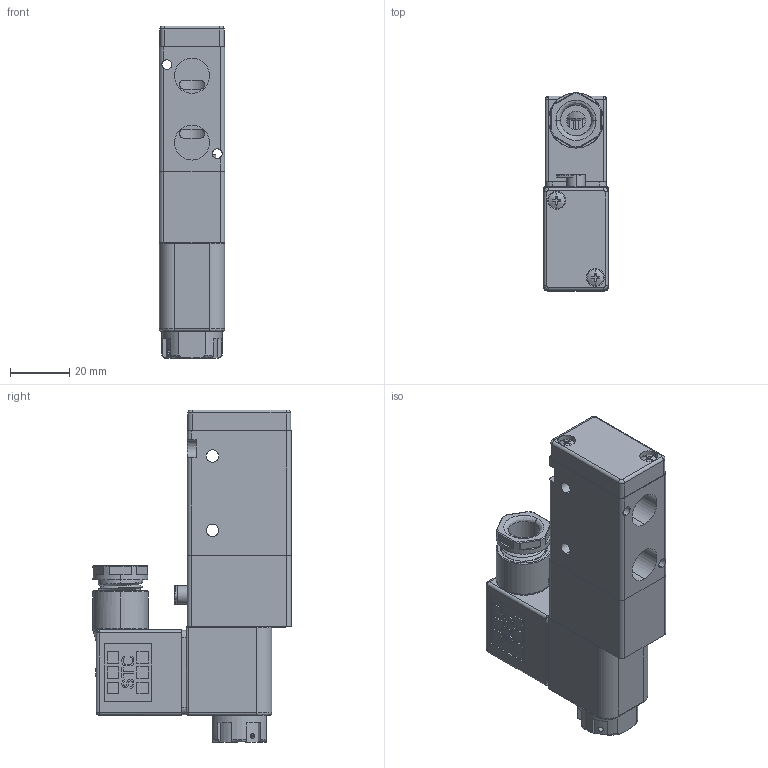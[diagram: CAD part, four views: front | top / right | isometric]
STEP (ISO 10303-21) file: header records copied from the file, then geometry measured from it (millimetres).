
FILE_DESCRIPTION (( 'STEP AP203' ), '1' );
FILE_NAME ('J3V210-08-D.step', '2016-10-26T20:50:19', ( '' ), ( '' ), 'SwSTEP 2.0', 'SolidWorks 2016', '' );
FILE_SCHEMA (( 'CONFIG_CONTROL_DESIGN' ));
Products named in the file (1): J3V210-08-D
Bounding box: 22 x 66.8 x 111.8 mm (x, y, z)
Volume: 76281.1 mm3; surface area: 43772.5 mm2
Topology: 18 solids, 18 shells, 1438 faces, 4083 edges, 2716 vertices
Faces by surface type: plane 919, cylinder 363, bspline 120, cone 36
Entity records: 61508 total; most frequent: CARTESIAN_POINT 25378, ORIENTED_EDGE 8114, DIRECTION 6581, EDGE_CURVE 4057, VERTEX_POINT 2712, VECTOR 2701, LINE 2701, AXIS2_PLACEMENT_3D 1940
